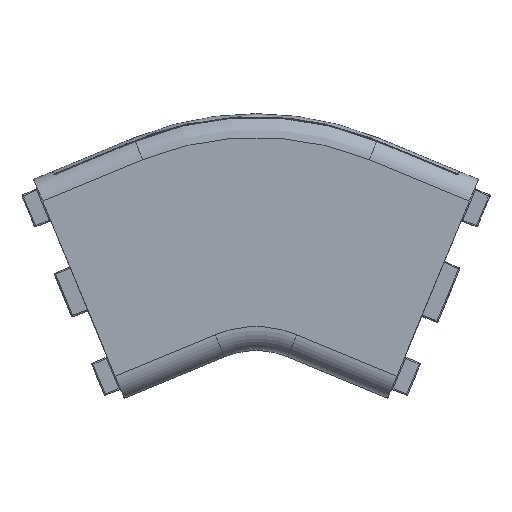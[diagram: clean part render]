
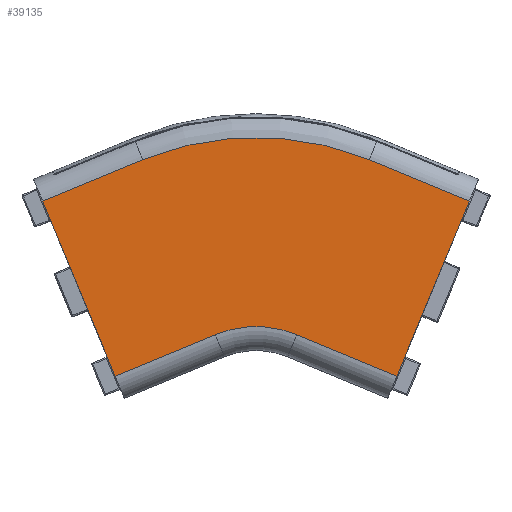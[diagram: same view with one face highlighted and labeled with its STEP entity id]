
A CAD part, top view. The second image highlights one B-rep face of the part: STEP entity #39135.
In plain terms, the highlighted planar face has unit normal (0, 0, 1).
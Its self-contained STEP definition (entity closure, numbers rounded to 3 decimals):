
#1027 = VECTOR ( 'NONE', #21456, 1000. ) ;
#2772 = VERTEX_POINT ( 'NONE', #29341 ) ;
#3863 = EDGE_CURVE ( 'NONE', #28432, #40213, #24791, .T. ) ;
#4325 = CARTESIAN_POINT ( 'NONE',  ( 19.134, 9.393, 20. ) ) ;
#4700 = CARTESIAN_POINT ( 'NONE',  ( 6.888, -20.172, 20. ) ) ;
#5096 = CARTESIAN_POINT ( 'NONE',  ( -37.58, 6.082, 20. ) ) ;
#5882 = CARTESIAN_POINT ( 'NONE',  ( -19.134, 9.393, 20. ) ) ;
#6448 = VERTEX_POINT ( 'NONE', #39396 ) ;
#6996 = DIRECTION ( 'NONE',  ( -1., 0., 0. ) ) ;
#7676 = CARTESIAN_POINT ( 'NONE',  ( 0., -36.801, 20. ) ) ;
#7884 = VECTOR ( 'NONE', #41420, 1000. ) ;
#9807 = VERTEX_POINT ( 'NONE', #13039 ) ;
#9887 = DIRECTION ( 'NONE',  ( 0., 0., -1. ) ) ;
#10775 = CARTESIAN_POINT ( 'NONE',  ( -6.888, -20.172, 20. ) ) ;
#10867 = ORIENTED_EDGE ( 'NONE', *, *, #30446, .T. ) ;
#12072 = AXIS2_PLACEMENT_3D ( 'NONE', #43470, #9887, #33506 ) ;
#13039 = CARTESIAN_POINT ( 'NONE',  ( 6.888, -20.172, 20. ) ) ;
#14365 = DIRECTION ( 'NONE',  ( 0., 0., 1. ) ) ;
#14977 = DIRECTION ( 'NONE',  ( -0.924, 0.383, 0. ) ) ;
#15878 = AXIS2_PLACEMENT_3D ( 'NONE', #16562, #17000, #6996 ) ;
#16562 = CARTESIAN_POINT ( 'NONE',  ( 0., -36.801, 20. ) ) ;
#17000 = DIRECTION ( 'NONE',  ( 0., 0., -1. ) ) ;
#18080 = DIRECTION ( 'NONE',  ( 0.383, 0.924, 0. ) ) ;
#18664 = CARTESIAN_POINT ( 'NONE',  ( -6.888, -20.172, 20. ) ) ;
#18860 = ORIENTED_EDGE ( 'NONE', *, *, #3863, .T. ) ;
#18994 = EDGE_CURVE ( 'NONE', #40213, #9807, #21600, .T. ) ;
#19674 = PLANE ( 'NONE',  #12072 ) ;
#20707 = AXIS2_PLACEMENT_3D ( 'NONE', #7676, #14365, #24610 ) ;
#21052 = VECTOR ( 'NONE', #18080, 1000. ) ;
#21456 = DIRECTION ( 'NONE',  ( 0.924, 0.383, 0. ) ) ;
#21600 = CIRCLE ( 'NONE', #15878, 18. ) ;
#21865 = CARTESIAN_POINT ( 'NONE',  ( 23.803, -27.178, 20. ) ) ;
#22167 = ORIENTED_EDGE ( 'NONE', *, *, #43629, .T. ) ;
#23118 = LINE ( 'NONE', #23562, #29334 ) ;
#23243 = CARTESIAN_POINT ( 'NONE',  ( -23.803, -27.178, 20. ) ) ;
#23336 = ORIENTED_EDGE ( 'NONE', *, *, #18994, .T. ) ;
#23562 = CARTESIAN_POINT ( 'NONE',  ( -19.134, 9.393, 20. ) ) ;
#24610 = DIRECTION ( 'NONE',  ( -1., 0., 0. ) ) ;
#24791 = LINE ( 'NONE', #10775, #1027 ) ;
#25361 = LINE ( 'NONE', #5096, #31258 ) ;
#25847 = ORIENTED_EDGE ( 'NONE', *, *, #37795, .T. ) ;
#27304 = VERTEX_POINT ( 'NONE', #5882 ) ;
#27893 = CARTESIAN_POINT ( 'NONE',  ( 37.58, 6.082, 20. ) ) ;
#28140 = CARTESIAN_POINT ( 'NONE',  ( -36.049, 2.386, 20. ) ) ;
#28432 = VERTEX_POINT ( 'NONE', #23243 ) ;
#28517 = EDGE_LOOP ( 'NONE', ( #23336, #22167, #10867, #25847, #42318, #35103, #36676, #18860 ) ) ;
#28681 = VERTEX_POINT ( 'NONE', #28140 ) ;
#29334 = VECTOR ( 'NONE', #40243, 1000. ) ;
#29341 = CARTESIAN_POINT ( 'NONE',  ( 19.134, 9.393, 20. ) ) ;
#30166 = FACE_OUTER_BOUND ( 'NONE', #28517, .T. ) ;
#30446 = EDGE_CURVE ( 'NONE', #39231, #6448, #41861, .T. ) ;
#31258 = VECTOR ( 'NONE', #42029, 1000. ) ;
#33506 = DIRECTION ( 'NONE',  ( -1., 0., 0. ) ) ;
#34232 = CIRCLE ( 'NONE', #20707, 50. ) ;
#35103 = ORIENTED_EDGE ( 'NONE', *, *, #35724, .T. ) ;
#35209 = LINE ( 'NONE', #4700, #7884 ) ;
#35724 = EDGE_CURVE ( 'NONE', #27304, #28681, #23118, .T. ) ;
#36676 = ORIENTED_EDGE ( 'NONE', *, *, #37483, .T. ) ;
#37483 = EDGE_CURVE ( 'NONE', #28681, #28432, #25361, .T. ) ;
#37795 = EDGE_CURVE ( 'NONE', #6448, #2772, #42123, .T. ) ;
#39135 = ADVANCED_FACE ( 'NONE', ( #30166 ), #19674, .F. ) ;
#39231 = VERTEX_POINT ( 'NONE', #21865 ) ;
#39396 = CARTESIAN_POINT ( 'NONE',  ( 36.049, 2.386, 20. ) ) ;
#40213 = VERTEX_POINT ( 'NONE', #18664 ) ;
#40243 = DIRECTION ( 'NONE',  ( -0.924, -0.383, 0. ) ) ;
#40978 = EDGE_CURVE ( 'NONE', #2772, #27304, #34232, .T. ) ;
#41420 = DIRECTION ( 'NONE',  ( 0.924, -0.383, 0. ) ) ;
#41861 = LINE ( 'NONE', #27893, #21052 ) ;
#42029 = DIRECTION ( 'NONE',  ( 0.383, -0.924, 0. ) ) ;
#42123 = LINE ( 'NONE', #4325, #43322 ) ;
#42318 = ORIENTED_EDGE ( 'NONE', *, *, #40978, .T. ) ;
#43322 = VECTOR ( 'NONE', #14977, 1000. ) ;
#43470 = CARTESIAN_POINT ( 'NONE',  ( 0., -36.801, 20. ) ) ;
#43629 = EDGE_CURVE ( 'NONE', #9807, #39231, #35209, .T. ) ;
